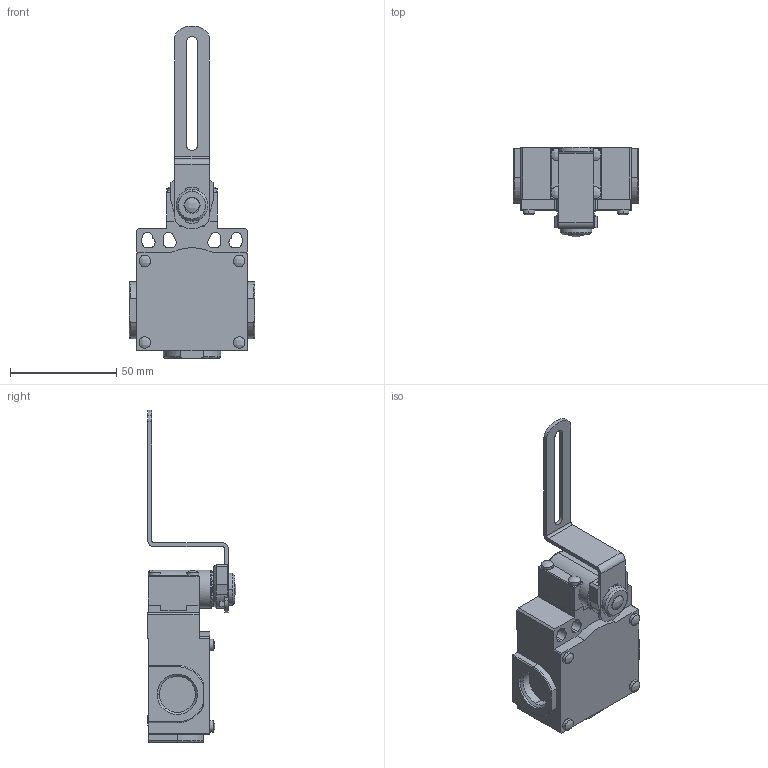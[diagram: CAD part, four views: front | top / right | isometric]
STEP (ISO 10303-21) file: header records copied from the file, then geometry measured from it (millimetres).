
FILE_DESCRIPTION (( 'STEP AP214' ), '1' );
FILE_NAME ('SDM2K61X11.step', '2017-12-19T21:44:48', ( '' ), ( '' ), 'SwSTEP 2.0', 'SolidWorks 2017', '' );
FILE_SCHEMA (( 'AUTOMOTIVE_DESIGN' ));
Length unit declared in the file: inch
Products named in the file (1): SDM2K61X11
Bounding box: 59 x 41.85 x 156.47 mm (x, y, z)
Volume: 101056.2 mm3; surface area: 25719 mm2
Topology: 5 solids, 5 shells, 293 faces, 758 edges, 490 vertices
Faces by surface type: plane 152, cylinder 107, bspline 22, cone 12
Entity records: 9384 total; most frequent: CARTESIAN_POINT 2055, DIRECTION 1518, ORIENTED_EDGE 1516, EDGE_CURVE 758, AXIS2_PLACEMENT_3D 523, VERTEX_POINT 490, VECTOR 472, LINE 472
